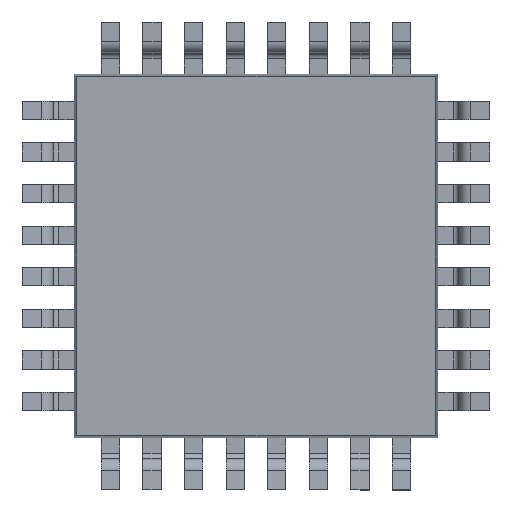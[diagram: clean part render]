
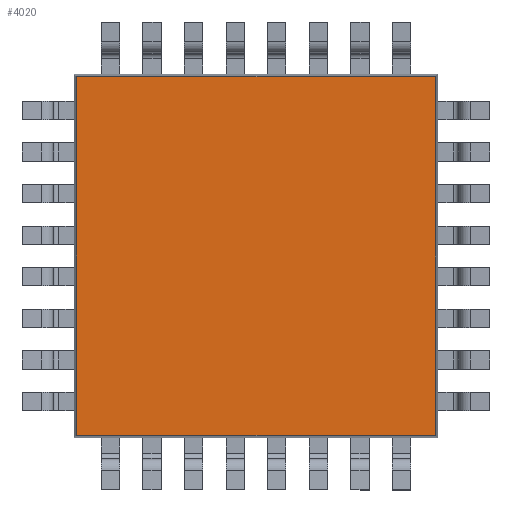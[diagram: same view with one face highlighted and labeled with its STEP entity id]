
A CAD part, front view. The second image highlights one B-rep face of the part: STEP entity #4020.
In plain terms, the highlighted planar face has unit normal (0, -1, 0).
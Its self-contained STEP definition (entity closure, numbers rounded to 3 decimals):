
#338 = CARTESIAN_POINT ( 'NONE',  ( 3.449, -0.725, 0. ) ) ;
#418 = VERTEX_POINT ( 'NONE', #6613 ) ;
#541 = DIRECTION ( 'NONE',  ( 0., 1., 0. ) ) ;
#622 = VECTOR ( 'NONE', #8893, 1000. ) ;
#792 = DIRECTION ( 'NONE',  ( 0., 0., 1. ) ) ;
#1647 = ORIENTED_EDGE ( 'NONE', *, *, #11697, .F. ) ;
#2289 = FACE_OUTER_BOUND ( 'NONE', #5722, .T. ) ;
#2722 = LINE ( 'NONE', #338, #11746 ) ;
#2892 = CARTESIAN_POINT ( 'NONE',  ( 3.449, -0.725, -3.449 ) ) ;
#3047 = CARTESIAN_POINT ( 'NONE',  ( -3.449, -0.725, 0. ) ) ;
#3072 = CARTESIAN_POINT ( 'NONE',  ( -3.449, -0.725, -3.449 ) ) ;
#3369 = CARTESIAN_POINT ( 'NONE',  ( 0., -0.725, 3.449 ) ) ;
#3408 = VERTEX_POINT ( 'NONE', #12591 ) ;
#3679 = ORIENTED_EDGE ( 'NONE', *, *, #11441, .F. ) ;
#3898 = PLANE ( 'NONE',  #9789 ) ;
#4020 = ADVANCED_FACE ( 'NONE', ( #2289 ), #3898, .F. ) ;
#4670 = VERTEX_POINT ( 'NONE', #2892 ) ;
#4826 = EDGE_CURVE ( 'NONE', #6045, #3408, #13508, .T. ) ;
#5272 = ORIENTED_EDGE ( 'NONE', *, *, #6007, .F. ) ;
#5722 = EDGE_LOOP ( 'NONE', ( #3679, #1647, #7596, #5272 ) ) ;
#6007 = EDGE_CURVE ( 'NONE', #4670, #6045, #13997, .T. ) ;
#6045 = VERTEX_POINT ( 'NONE', #3072 ) ;
#6613 = CARTESIAN_POINT ( 'NONE',  ( 3.449, -0.725, 3.449 ) ) ;
#7113 = DIRECTION ( 'NONE',  ( 0., 0., 1. ) ) ;
#7596 = ORIENTED_EDGE ( 'NONE', *, *, #4826, .F. ) ;
#8893 = DIRECTION ( 'NONE',  ( 1., 0., 0. ) ) ;
#9371 = CARTESIAN_POINT ( 'NONE',  ( 0., -0.725, 0. ) ) ;
#9789 = AXIS2_PLACEMENT_3D ( 'NONE', #9371, #541, #7113 ) ;
#10235 = VECTOR ( 'NONE', #792, 1000. ) ;
#10313 = DIRECTION ( 'NONE',  ( 0., 0., -1. ) ) ;
#11441 = EDGE_CURVE ( 'NONE', #418, #4670, #2722, .T. ) ;
#11562 = LINE ( 'NONE', #3369, #622 ) ;
#11697 = EDGE_CURVE ( 'NONE', #3408, #418, #11562, .T. ) ;
#11746 = VECTOR ( 'NONE', #10313, 1000. ) ;
#11928 = DIRECTION ( 'NONE',  ( -1., 0., 0. ) ) ;
#12591 = CARTESIAN_POINT ( 'NONE',  ( -3.449, -0.725, 3.449 ) ) ;
#13094 = CARTESIAN_POINT ( 'NONE',  ( 0., -0.725, -3.449 ) ) ;
#13508 = LINE ( 'NONE', #3047, #10235 ) ;
#13997 = LINE ( 'NONE', #13094, #14172 ) ;
#14172 = VECTOR ( 'NONE', #11928, 1000. ) ;
